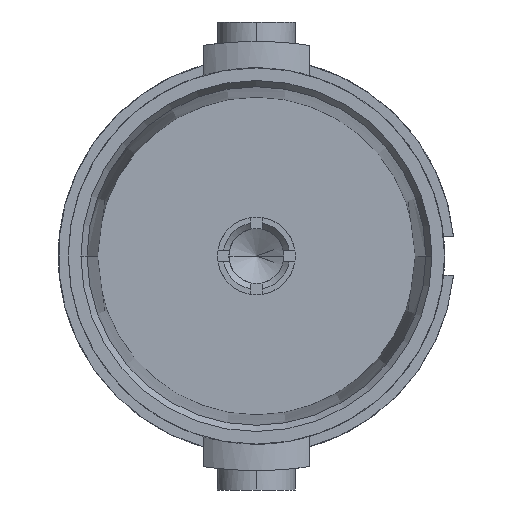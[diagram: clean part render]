
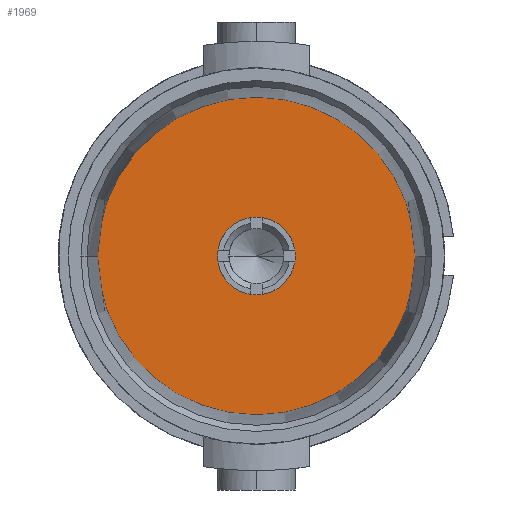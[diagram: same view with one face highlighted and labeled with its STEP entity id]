
A CAD part, left-side view. The second image highlights one B-rep face of the part: STEP entity #1969.
In plain terms, the highlighted planar face has unit normal (-1, 0, 0).
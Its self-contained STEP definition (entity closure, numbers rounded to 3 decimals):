
#619=CARTESIAN_POINT('',(-4.39,0.,0.));
#620=DIRECTION('',(-1.,0.,0.));
#621=DIRECTION('',(0.,-1.,0.));
#622=AXIS2_PLACEMENT_3D('',#619,#620,#621);
#624=CARTESIAN_POINT('',(-4.39,0.,0.));
#625=DIRECTION('',(1.,0.,0.));
#626=DIRECTION('',(0.,-1.,0.));
#627=AXIS2_PLACEMENT_3D('',#624,#625,#626);
#634=CARTESIAN_POINT('',(-4.39,0.,0.));
#635=DIRECTION('',(1.,0.,0.));
#636=DIRECTION('',(0.,-1.,0.));
#637=AXIS2_PLACEMENT_3D('',#634,#635,#636);
#755=CARTESIAN_POINT('',(-4.39,0.,0.));
#756=DIRECTION('',(-1.,0.,0.));
#757=DIRECTION('',(0.,-1.,0.));
#758=AXIS2_PLACEMENT_3D('',#755,#756,#757);
#1250=CARTESIAN_POINT('',(-4.39,-4.075,0.));
#1251=CARTESIAN_POINT('',(-4.39,4.075,0.));
#1252=VERTEX_POINT('',#1250);
#1253=VERTEX_POINT('',#1251);
#1254=CARTESIAN_POINT('',(-4.39,-0.995,0.));
#1255=CARTESIAN_POINT('',(-4.39,0.995,0.));
#1256=VERTEX_POINT('',#1254);
#1257=VERTEX_POINT('',#1255);
#1954=CARTESIAN_POINT('',(-4.39,0.,0.));
#1955=DIRECTION('',(1.,0.,0.));
#1956=DIRECTION('',(0.,-1.,0.));
#1957=AXIS2_PLACEMENT_3D('',#1954,#1955,#1956);
#1958=PLANE('',#1957);
#1959=ORIENTED_EDGE('',*,*,#1948,.F.);
#1960=ORIENTED_EDGE('',*,*,#1934,.T.);
#1961=EDGE_LOOP('',(#1959,#1960));
#1962=FACE_OUTER_BOUND('',#1961,.F.);
#1964=ORIENTED_EDGE('',*,*,#1963,.F.);
#1966=ORIENTED_EDGE('',*,*,#1965,.T.);
#1967=EDGE_LOOP('',(#1964,#1966));
#1968=FACE_BOUND('',#1967,.F.);
#623=CIRCLE('',#622,4.075);
#628=CIRCLE('',#627,4.075);
#638=CIRCLE('',#637,0.995);
#759=CIRCLE('',#758,0.995);
#1934=EDGE_CURVE('',#1252,#1253,#628,.T.);
#1948=EDGE_CURVE('',#1252,#1253,#623,.T.);
#1963=EDGE_CURVE('',#1256,#1257,#638,.T.);
#1965=EDGE_CURVE('',#1256,#1257,#759,.T.);
#1969=ADVANCED_FACE('',(#1962,#1968),#1958,.F.);
